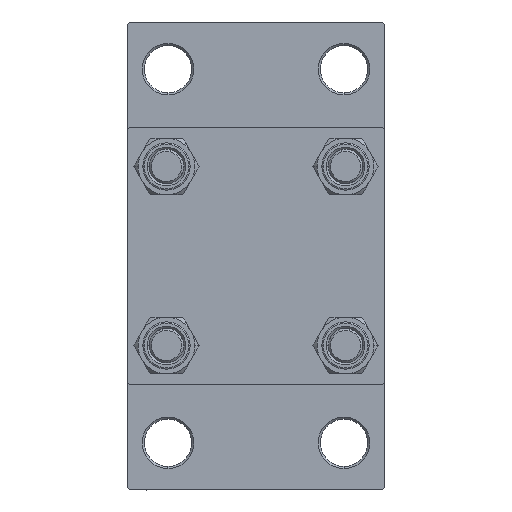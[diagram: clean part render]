
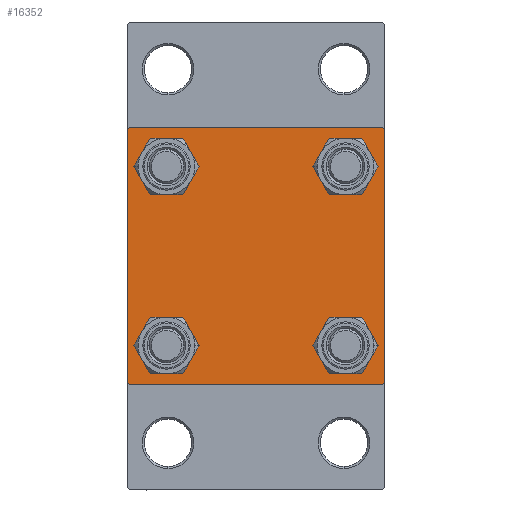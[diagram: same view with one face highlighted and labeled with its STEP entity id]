
A CAD part, left-side view. The second image highlights one B-rep face of the part: STEP entity #16352.
In plain terms, the highlighted planar face has unit normal (-1, 0, 0).
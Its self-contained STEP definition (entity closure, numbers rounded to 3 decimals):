
#320 = VERTEX_POINT ( 'NONE', #10643 ) ;
#531 = DIRECTION ( 'NONE',  ( 0., -1., 0. ) ) ;
#667 = VERTEX_POINT ( 'NONE', #7682 ) ;
#672 = EDGE_CURVE ( 'NONE', #26017, #6258, #38471, .T. ) ;
#849 = CARTESIAN_POINT ( 'NONE',  ( 0., 20.85, -16.35 ) ) ;
#1498 = LINE ( 'NONE', #27304, #26858 ) ;
#1563 = VERTEX_POINT ( 'NONE', #33731 ) ;
#2139 = CARTESIAN_POINT ( 'NONE',  ( 0., -30., 30. ) ) ;
#2514 = EDGE_CURVE ( 'NONE', #8284, #38600, #5350, .T. ) ;
#2772 = DIRECTION ( 'NONE',  ( 1., 0., 0. ) ) ;
#3044 = CARTESIAN_POINT ( 'NONE',  ( 0., -20.85, -20.85 ) ) ;
#3565 = DIRECTION ( 'NONE',  ( 0., 0., -1. ) ) ;
#4080 = EDGE_LOOP ( 'NONE', ( #15264, #20981, #20863, #34795, #37342, #35503, #18330, #5194 ) ) ;
#4459 = LINE ( 'NONE', #11196, #24711 ) ;
#4859 = VERTEX_POINT ( 'NONE', #42554 ) ;
#4942 = FACE_BOUND ( 'NONE', #19277, .T. ) ;
#5128 = VERTEX_POINT ( 'NONE', #12347 ) ;
#5137 = EDGE_CURVE ( 'NONE', #10056, #43511, #1498, .T. ) ;
#5194 = ORIENTED_EDGE ( 'NONE', *, *, #34266, .T. ) ;
#5350 = CIRCLE ( 'NONE', #47705, 4.5 ) ;
#5497 = ORIENTED_EDGE ( 'NONE', *, *, #2514, .T. ) ;
#5821 = ORIENTED_EDGE ( 'NONE', *, *, #43814, .T. ) ;
#6088 = DIRECTION ( 'NONE',  ( 1., 0., 0. ) ) ;
#6212 = EDGE_CURVE ( 'NONE', #22498, #1563, #43840, .T. ) ;
#6258 = VERTEX_POINT ( 'NONE', #16730 ) ;
#6352 = VECTOR ( 'NONE', #13090, 1000. ) ;
#6448 = EDGE_CURVE ( 'NONE', #667, #320, #33570, .T. ) ;
#6705 = DIRECTION ( 'NONE',  ( 1., 0., 0. ) ) ;
#7682 = CARTESIAN_POINT ( 'NONE',  ( 0., 29.5, 30. ) ) ;
#7991 = EDGE_CURVE ( 'NONE', #10096, #5128, #47017, .T. ) ;
#8284 = VERTEX_POINT ( 'NONE', #44907 ) ;
#8474 = AXIS2_PLACEMENT_3D ( 'NONE', #3044, #20649, #31524 ) ;
#8776 = CARTESIAN_POINT ( 'NONE',  ( 0., 20.85, -20.85 ) ) ;
#9753 = AXIS2_PLACEMENT_3D ( 'NONE', #17871, #21719, #25338 ) ;
#10056 = VERTEX_POINT ( 'NONE', #31744 ) ;
#10096 = VERTEX_POINT ( 'NONE', #46457 ) ;
#10190 = CARTESIAN_POINT ( 'NONE',  ( 0., 29.75, -29.75 ) ) ;
#10643 = CARTESIAN_POINT ( 'NONE',  ( 0., -29.5, 30. ) ) ;
#10974 = CARTESIAN_POINT ( 'NONE',  ( 0., -20.85, 25.35 ) ) ;
#11196 = CARTESIAN_POINT ( 'NONE',  ( 0., 29.75, 29.75 ) ) ;
#12082 = VECTOR ( 'NONE', #15858, 1000. ) ;
#12347 = CARTESIAN_POINT ( 'NONE',  ( 0., -20.85, -16.35 ) ) ;
#13090 = DIRECTION ( 'NONE',  ( 0., -0.707, -0.707 ) ) ;
#13664 = EDGE_CURVE ( 'NONE', #6258, #38968, #17425, .T. ) ;
#14641 = DIRECTION ( 'NONE',  ( 0., 0., 1. ) ) ;
#15075 = FACE_OUTER_BOUND ( 'NONE', #4080, .T. ) ;
#15264 = ORIENTED_EDGE ( 'NONE', *, *, #672, .T. ) ;
#15274 = CARTESIAN_POINT ( 'NONE',  ( 0., 20.85, 16.35 ) ) ;
#15388 = VECTOR ( 'NONE', #531, 1000. ) ;
#15770 = DIRECTION ( 'NONE',  ( 0., -1., 0. ) ) ;
#15858 = DIRECTION ( 'NONE',  ( 0., 0.707, 0.707 ) ) ;
#16212 = DIRECTION ( 'NONE',  ( 0., -0.707, 0.707 ) ) ;
#16231 = CARTESIAN_POINT ( 'NONE',  ( 0., -30., -29.5 ) ) ;
#16235 = ORIENTED_EDGE ( 'NONE', *, *, #39351, .T. ) ;
#16352 = ADVANCED_FACE ( 'NONE', ( #37983, #29795, #4942, #23014, #15075 ), #44511, .T. ) ;
#16730 = CARTESIAN_POINT ( 'NONE',  ( 0., 30., -29.5 ) ) ;
#17065 = CARTESIAN_POINT ( 'NONE',  ( 0., 30., 29.5 ) ) ;
#17078 = AXIS2_PLACEMENT_3D ( 'NONE', #42360, #38752, #20634 ) ;
#17425 = LINE ( 'NONE', #10190, #6352 ) ;
#17871 = CARTESIAN_POINT ( 'NONE',  ( 0., -20.85, 20.85 ) ) ;
#17880 = DIRECTION ( 'NONE',  ( 0., 0., 1. ) ) ;
#18330 = ORIENTED_EDGE ( 'NONE', *, *, #6448, .F. ) ;
#19277 = EDGE_LOOP ( 'NONE', ( #20024, #16235 ) ) ;
#19406 = DIRECTION ( 'NONE',  ( -1., 0., 0. ) ) ;
#19630 = DIRECTION ( 'NONE',  ( 0., 0., 1. ) ) ;
#20024 = ORIENTED_EDGE ( 'NONE', *, *, #6212, .T. ) ;
#20634 = DIRECTION ( 'NONE',  ( 0., 0., 1. ) ) ;
#20649 = DIRECTION ( 'NONE',  ( 1., 0., 0. ) ) ;
#20863 = ORIENTED_EDGE ( 'NONE', *, *, #45620, .T. ) ;
#20981 = ORIENTED_EDGE ( 'NONE', *, *, #13664, .T. ) ;
#21621 = EDGE_CURVE ( 'NONE', #38600, #8284, #40556, .T. ) ;
#21719 = DIRECTION ( 'NONE',  ( 1., 0., 0. ) ) ;
#21741 = ORIENTED_EDGE ( 'NONE', *, *, #40832, .T. ) ;
#21977 = CARTESIAN_POINT ( 'NONE',  ( 0., 20.85, 20.85 ) ) ;
#22129 = EDGE_CURVE ( 'NONE', #35810, #320, #26712, .T. ) ;
#22498 = VERTEX_POINT ( 'NONE', #849 ) ;
#22898 = EDGE_CURVE ( 'NONE', #5128, #10096, #34434, .T. ) ;
#23014 = FACE_BOUND ( 'NONE', #27314, .T. ) ;
#23470 = DIRECTION ( 'NONE',  ( 1., 0., 0. ) ) ;
#23751 = DIRECTION ( 'NONE',  ( 0., 0., 1. ) ) ;
#24711 = VECTOR ( 'NONE', #40622, 1000. ) ;
#25338 = DIRECTION ( 'NONE',  ( 0., 0., 1. ) ) ;
#25624 = CARTESIAN_POINT ( 'NONE',  ( 0., 30., 30. ) ) ;
#26017 = VERTEX_POINT ( 'NONE', #17065 ) ;
#26712 = LINE ( 'NONE', #37318, #12082 ) ;
#26764 = AXIS2_PLACEMENT_3D ( 'NONE', #27381, #2772, #23751 ) ;
#26858 = VECTOR ( 'NONE', #16212, 1000. ) ;
#27304 = CARTESIAN_POINT ( 'NONE',  ( 0., -29.75, -29.75 ) ) ;
#27314 = EDGE_LOOP ( 'NONE', ( #5821, #21741 ) ) ;
#27381 = CARTESIAN_POINT ( 'NONE',  ( 0., -20.85, -20.85 ) ) ;
#27823 = CIRCLE ( 'NONE', #17078, 4.5 ) ;
#29336 = VECTOR ( 'NONE', #3565, 1000. ) ;
#29795 = FACE_BOUND ( 'NONE', #40292, .T. ) ;
#30410 = CIRCLE ( 'NONE', #40371, 4.5 ) ;
#30762 = DIRECTION ( 'NONE',  ( 0., 0., -1. ) ) ;
#31524 = DIRECTION ( 'NONE',  ( 0., 0., 1. ) ) ;
#31744 = CARTESIAN_POINT ( 'NONE',  ( 0., -29.5, -30. ) ) ;
#31862 = EDGE_LOOP ( 'NONE', ( #41154, #5497 ) ) ;
#33244 = AXIS2_PLACEMENT_3D ( 'NONE', #46364, #6088, #17880 ) ;
#33570 = LINE ( 'NONE', #25624, #15388 ) ;
#33731 = CARTESIAN_POINT ( 'NONE',  ( 0., 20.85, -25.35 ) ) ;
#33789 = EDGE_CURVE ( 'NONE', #35810, #43511, #35178, .T. ) ;
#34266 = EDGE_CURVE ( 'NONE', #667, #26017, #4459, .T. ) ;
#34434 = CIRCLE ( 'NONE', #26764, 4.5 ) ;
#34612 = CARTESIAN_POINT ( 'NONE',  ( 0., 30., 30. ) ) ;
#34795 = ORIENTED_EDGE ( 'NONE', *, *, #5137, .T. ) ;
#35178 = LINE ( 'NONE', #2139, #29336 ) ;
#35503 = ORIENTED_EDGE ( 'NONE', *, *, #22129, .T. ) ;
#35810 = VERTEX_POINT ( 'NONE', #37631 ) ;
#36704 = DIRECTION ( 'NONE',  ( 1., 0., 0. ) ) ;
#37318 = CARTESIAN_POINT ( 'NONE',  ( 0., -29.75, 29.75 ) ) ;
#37342 = ORIENTED_EDGE ( 'NONE', *, *, #33789, .F. ) ;
#37448 = CARTESIAN_POINT ( 'NONE',  ( 0., 29.5, -30. ) ) ;
#37631 = CARTESIAN_POINT ( 'NONE',  ( 0., -30., 29.5 ) ) ;
#37713 = LINE ( 'NONE', #37952, #42735 ) ;
#37952 = CARTESIAN_POINT ( 'NONE',  ( 0., 30., -30. ) ) ;
#37983 = FACE_BOUND ( 'NONE', #31862, .T. ) ;
#38434 = DIRECTION ( 'NONE',  ( 0., 0., 1. ) ) ;
#38471 = LINE ( 'NONE', #34612, #44566 ) ;
#38600 = VERTEX_POINT ( 'NONE', #10974 ) ;
#38752 = DIRECTION ( 'NONE',  ( 1., 0., 0. ) ) ;
#38968 = VERTEX_POINT ( 'NONE', #37448 ) ;
#39351 = EDGE_CURVE ( 'NONE', #1563, #22498, #27823, .T. ) ;
#39739 = CARTESIAN_POINT ( 'NONE',  ( 0., -20.85, 20.85 ) ) ;
#40292 = EDGE_LOOP ( 'NONE', ( #43512, #46903 ) ) ;
#40371 = AXIS2_PLACEMENT_3D ( 'NONE', #21977, #36704, #47102 ) ;
#40556 = CIRCLE ( 'NONE', #9753, 4.5 ) ;
#40622 = DIRECTION ( 'NONE',  ( 0., 0.707, -0.707 ) ) ;
#40832 = EDGE_CURVE ( 'NONE', #42624, #4859, #41726, .T. ) ;
#41154 = ORIENTED_EDGE ( 'NONE', *, *, #21621, .T. ) ;
#41527 = AXIS2_PLACEMENT_3D ( 'NONE', #8776, #23470, #38434 ) ;
#41726 = CIRCLE ( 'NONE', #33244, 4.5 ) ;
#42360 = CARTESIAN_POINT ( 'NONE',  ( 0., 20.85, -20.85 ) ) ;
#42554 = CARTESIAN_POINT ( 'NONE',  ( 0., 20.85, 25.35 ) ) ;
#42624 = VERTEX_POINT ( 'NONE', #15274 ) ;
#42735 = VECTOR ( 'NONE', #15770, 1000. ) ;
#43511 = VERTEX_POINT ( 'NONE', #16231 ) ;
#43512 = ORIENTED_EDGE ( 'NONE', *, *, #22898, .T. ) ;
#43814 = EDGE_CURVE ( 'NONE', #4859, #42624, #30410, .T. ) ;
#43840 = CIRCLE ( 'NONE', #41527, 4.5 ) ;
#44511 = PLANE ( 'NONE',  #47333 ) ;
#44566 = VECTOR ( 'NONE', #30762, 1000. ) ;
#44907 = CARTESIAN_POINT ( 'NONE',  ( 0., -20.85, 16.35 ) ) ;
#45457 = CARTESIAN_POINT ( 'NONE',  ( 0., 0., 0. ) ) ;
#45620 = EDGE_CURVE ( 'NONE', #38968, #10056, #37713, .T. ) ;
#46364 = CARTESIAN_POINT ( 'NONE',  ( 0., 20.85, 20.85 ) ) ;
#46457 = CARTESIAN_POINT ( 'NONE',  ( 0., -20.85, -25.35 ) ) ;
#46903 = ORIENTED_EDGE ( 'NONE', *, *, #7991, .T. ) ;
#47017 = CIRCLE ( 'NONE', #8474, 4.5 ) ;
#47102 = DIRECTION ( 'NONE',  ( 0., 0., 1. ) ) ;
#47333 = AXIS2_PLACEMENT_3D ( 'NONE', #45457, #19406, #19630 ) ;
#47705 = AXIS2_PLACEMENT_3D ( 'NONE', #39739, #6705, #14641 ) ;
